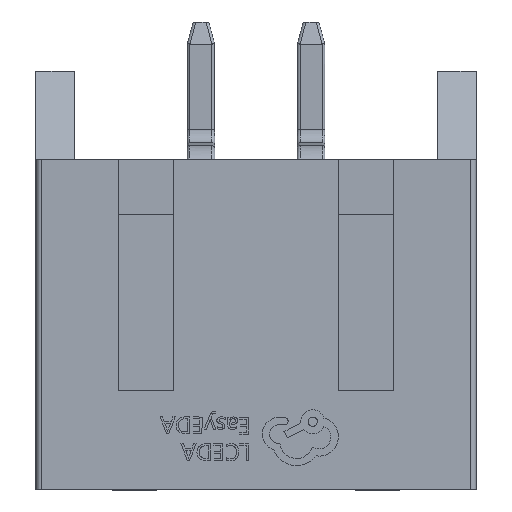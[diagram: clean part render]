
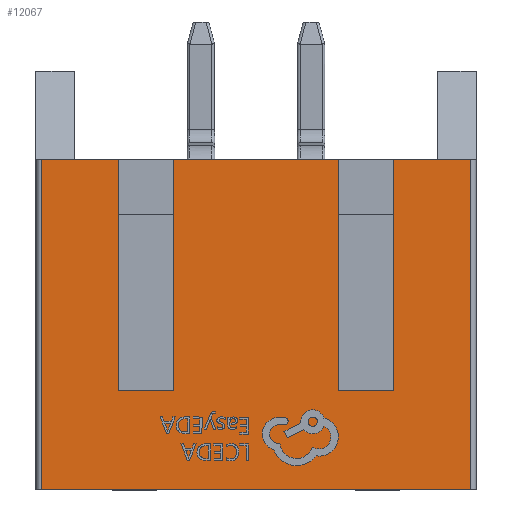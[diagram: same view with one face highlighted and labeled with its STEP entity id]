
A CAD part, top view. The second image highlights one B-rep face of the part: STEP entity #12067.
In plain terms, the highlighted planar face has unit normal (0, 0, 1).
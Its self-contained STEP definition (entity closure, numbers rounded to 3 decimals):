
#118 = CARTESIAN_POINT ( 'NONE',  ( -2.5, 0.15, 5.46 ) ) ;
#138 = ORIENTED_EDGE ( 'NONE', *, *, #1564, .T. ) ;
#485 = DIRECTION ( 'NONE',  ( 0., 0., 1. ) ) ;
#665 = VECTOR ( 'NONE', #19561, 1000. ) ;
#1204 = CARTESIAN_POINT ( 'NONE',  ( 2.9, -1.65, 5.46 ) ) ;
#1213 = VECTOR ( 'NONE', #19984, 1000. ) ;
#1392 = ORIENTED_EDGE ( 'NONE', *, *, #18940, .F. ) ;
#1498 = VECTOR ( 'NONE', #16637, 1000. ) ;
#1564 = EDGE_CURVE ( 'NONE', #8354, #16856, #2758, .T. ) ;
#1641 = EDGE_CURVE ( 'NONE', #18713, #19249, #18477, .T. ) ;
#1887 = EDGE_CURVE ( 'NONE', #9133, #8354, #16145, .T. ) ;
#2059 = CARTESIAN_POINT ( 'NONE',  ( -5., 4.35, 5.46 ) ) ;
#2125 = LINE ( 'NONE', #118, #7362 ) ;
#2270 = CARTESIAN_POINT ( 'NONE',  ( -3.5, 0.15, 5.46 ) ) ;
#2412 = EDGE_CURVE ( 'NONE', #5231, #18713, #17717, .T. ) ;
#2476 = CARTESIAN_POINT ( 'NONE',  ( 0.5, 0.15, 5.46 ) ) ;
#2574 = ORIENTED_EDGE ( 'NONE', *, *, #20979, .T. ) ;
#2758 = LINE ( 'NONE', #9990, #20734 ) ;
#3079 = ORIENTED_EDGE ( 'NONE', *, *, #7079, .F. ) ;
#3732 = VECTOR ( 'NONE', #11022, 1000. ) ;
#3746 = CARTESIAN_POINT ( 'NONE',  ( -2.5, 4.35, 5.46 ) ) ;
#4261 = VECTOR ( 'NONE', #5670, 1000. ) ;
#4366 = CARTESIAN_POINT ( 'NONE',  ( -4.9, -1.65, 5.46 ) ) ;
#4467 = EDGE_CURVE ( 'NONE', #7723, #10530, #18567, .T. ) ;
#4516 = VERTEX_POINT ( 'NONE', #19008 ) ;
#5231 = VERTEX_POINT ( 'NONE', #2270 ) ;
#5670 = DIRECTION ( 'NONE',  ( 0., 1., 0. ) ) ;
#5715 = LINE ( 'NONE', #21930, #6468 ) ;
#5942 = DIRECTION ( 'NONE',  ( 1., 0., 0. ) ) ;
#6047 = DIRECTION ( 'NONE',  ( -1., 0., 0. ) ) ;
#6331 = VECTOR ( 'NONE', #15426, 1000. ) ;
#6468 = VECTOR ( 'NONE', #5942, 1000. ) ;
#6706 = VERTEX_POINT ( 'NONE', #3746 ) ;
#7079 = EDGE_CURVE ( 'NONE', #4516, #6706, #2125, .T. ) ;
#7273 = ORIENTED_EDGE ( 'NONE', *, *, #13404, .T. ) ;
#7362 = VECTOR ( 'NONE', #18096, 1000. ) ;
#7723 = VERTEX_POINT ( 'NONE', #21793 ) ;
#7736 = DIRECTION ( 'NONE',  ( 0., 1., 0. ) ) ;
#8041 = CARTESIAN_POINT ( 'NONE',  ( 2.9, 4.35, 5.46 ) ) ;
#8191 = VECTOR ( 'NONE', #8779, 1000. ) ;
#8354 = VERTEX_POINT ( 'NONE', #8041 ) ;
#8557 = CARTESIAN_POINT ( 'NONE',  ( -4.9, -1.65, 5.46 ) ) ;
#8779 = DIRECTION ( 'NONE',  ( 0., -1., 0. ) ) ;
#9133 = VERTEX_POINT ( 'NONE', #1204 ) ;
#9198 = CARTESIAN_POINT ( 'NONE',  ( 2.9, 4.35, 5.46 ) ) ;
#9314 = DIRECTION ( 'NONE',  ( 1., 0., 0. ) ) ;
#9468 = CARTESIAN_POINT ( 'NONE',  ( 1.5, 0.15, 5.46 ) ) ;
#9646 = ORIENTED_EDGE ( 'NONE', *, *, #4467, .T. ) ;
#9913 = VERTEX_POINT ( 'NONE', #15986 ) ;
#9990 = CARTESIAN_POINT ( 'NONE',  ( -5., 4.35, 5.46 ) ) ;
#9996 = CARTESIAN_POINT ( 'NONE',  ( 1.5, 0.15, 5.46 ) ) ;
#10530 = VERTEX_POINT ( 'NONE', #21015 ) ;
#11022 = DIRECTION ( 'NONE',  ( 1., 0., 0. ) ) ;
#11069 = ORIENTED_EDGE ( 'NONE', *, *, #18376, .F. ) ;
#11138 = VERTEX_POINT ( 'NONE', #4366 ) ;
#11771 = EDGE_CURVE ( 'NONE', #19249, #11138, #15857, .T. ) ;
#12006 = AXIS2_PLACEMENT_3D ( 'NONE', #20112, #485, #9314 ) ;
#12067 = ADVANCED_FACE ( 'NONE', ( #15210 ), #13101, .T. ) ;
#13019 = LINE ( 'NONE', #9468, #1498 ) ;
#13101 = PLANE ( 'NONE',  #12006 ) ;
#13375 = CARTESIAN_POINT ( 'NONE',  ( -3.5, 4.35, 5.46 ) ) ;
#13404 = EDGE_CURVE ( 'NONE', #11138, #9133, #5715, .T. ) ;
#13844 = VECTOR ( 'NONE', #7736, 1000. ) ;
#14226 = ORIENTED_EDGE ( 'NONE', *, *, #1641, .T. ) ;
#14563 = ORIENTED_EDGE ( 'NONE', *, *, #2412, .T. ) ;
#14611 = LINE ( 'NONE', #16608, #1213 ) ;
#15210 = FACE_OUTER_BOUND ( 'NONE', #18391, .T. ) ;
#15426 = DIRECTION ( 'NONE',  ( 0., 1., 0. ) ) ;
#15455 = CARTESIAN_POINT ( 'NONE',  ( 1.5, 4.35, 5.46 ) ) ;
#15857 = LINE ( 'NONE', #8557, #8191 ) ;
#15986 = CARTESIAN_POINT ( 'NONE',  ( 1.5, 0.15, 5.46 ) ) ;
#16145 = LINE ( 'NONE', #9198, #4261 ) ;
#16608 = CARTESIAN_POINT ( 'NONE',  ( -5., 4.35, 5.46 ) ) ;
#16637 = DIRECTION ( 'NONE',  ( 1., 0., 0. ) ) ;
#16856 = VERTEX_POINT ( 'NONE', #15455 ) ;
#17125 = DIRECTION ( 'NONE',  ( -1., 0., 0. ) ) ;
#17134 = LINE ( 'NONE', #9996, #13844 ) ;
#17717 = LINE ( 'NONE', #19441, #665 ) ;
#18096 = DIRECTION ( 'NONE',  ( 0., 1., 0. ) ) ;
#18376 = EDGE_CURVE ( 'NONE', #9913, #16856, #17134, .T. ) ;
#18391 = EDGE_LOOP ( 'NONE', ( #7273, #22226, #138, #11069, #23004, #9646, #2574, #3079, #1392, #14563, #14226, #21550 ) ) ;
#18477 = LINE ( 'NONE', #2059, #21825 ) ;
#18567 = LINE ( 'NONE', #2476, #6331 ) ;
#18713 = VERTEX_POINT ( 'NONE', #13375 ) ;
#18940 = EDGE_CURVE ( 'NONE', #5231, #4516, #21430, .T. ) ;
#19008 = CARTESIAN_POINT ( 'NONE',  ( -2.5, 0.15, 5.46 ) ) ;
#19249 = VERTEX_POINT ( 'NONE', #22432 ) ;
#19441 = CARTESIAN_POINT ( 'NONE',  ( -3.5, 0.15, 5.46 ) ) ;
#19561 = DIRECTION ( 'NONE',  ( 0., 1., 0. ) ) ;
#19984 = DIRECTION ( 'NONE',  ( -1., 0., 0. ) ) ;
#20112 = CARTESIAN_POINT ( 'NONE',  ( 0., 0., 5.46 ) ) ;
#20734 = VECTOR ( 'NONE', #17125, 1000. ) ;
#20979 = EDGE_CURVE ( 'NONE', #10530, #6706, #14611, .T. ) ;
#21015 = CARTESIAN_POINT ( 'NONE',  ( 0.5, 4.35, 5.46 ) ) ;
#21430 = LINE ( 'NONE', #21554, #3732 ) ;
#21550 = ORIENTED_EDGE ( 'NONE', *, *, #11771, .T. ) ;
#21554 = CARTESIAN_POINT ( 'NONE',  ( -3.5, 0.15, 5.46 ) ) ;
#21793 = CARTESIAN_POINT ( 'NONE',  ( 0.5, 0.15, 5.46 ) ) ;
#21825 = VECTOR ( 'NONE', #6047, 1000. ) ;
#21930 = CARTESIAN_POINT ( 'NONE',  ( -5., -1.65, 5.46 ) ) ;
#22226 = ORIENTED_EDGE ( 'NONE', *, *, #1887, .T. ) ;
#22432 = CARTESIAN_POINT ( 'NONE',  ( -4.9, 4.35, 5.46 ) ) ;
#22695 = EDGE_CURVE ( 'NONE', #7723, #9913, #13019, .T. ) ;
#23004 = ORIENTED_EDGE ( 'NONE', *, *, #22695, .F. ) ;
